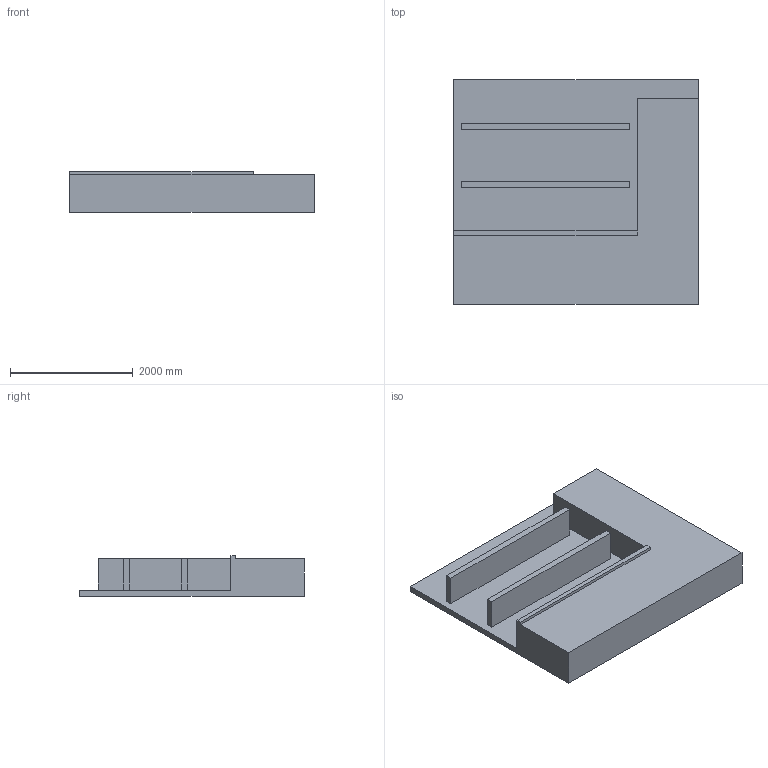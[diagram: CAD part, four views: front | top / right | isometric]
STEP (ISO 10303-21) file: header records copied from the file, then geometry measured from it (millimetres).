
FILE_DESCRIPTION (( 'STEP AP214' ), '1' );
FILE_NAME ('Cabinet3.STEP', '2022-08-16T17:11:10', ( '' ), ( '' ), 'SwSTEP 2.0', 'SolidWorks 2021', '' );
FILE_SCHEMA (( 'AUTOMOTIVE_DESIGN' ));
Length unit declared in the file: inch
Products named in the file (1): Cabinet3
Bounding box: 3987.8 x 3657.6 x 660.4 mm (x, y, z)
Volume: 5287835166.2 mm3; surface area: 44262492.1 mm2
Topology: 1 solids, 1 shells, 23 faces, 56 edges, 37 vertices
Faces by surface type: plane 23
Entity records: 754 total; most frequent: CARTESIAN_POINT 117, ORIENTED_EDGE 112, DIRECTION 104, LINE 56, EDGE_CURVE 56, VECTOR 56, VERTEX_POINT 37, EDGE_LOOP 25
